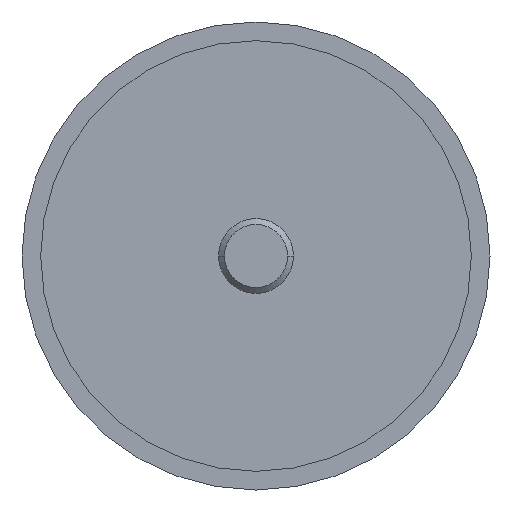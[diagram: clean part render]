
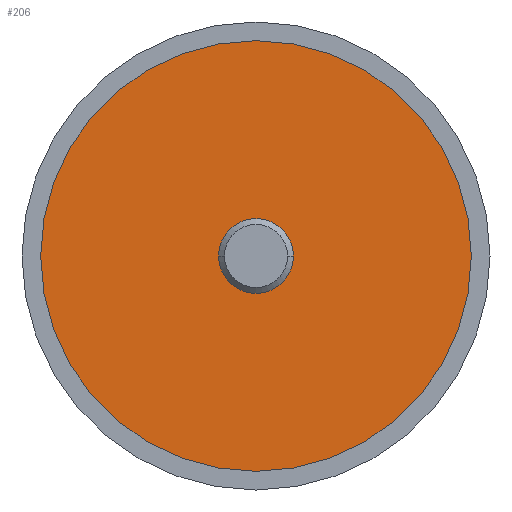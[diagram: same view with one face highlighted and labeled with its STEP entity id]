
A CAD part, front view. The second image highlights one B-rep face of the part: STEP entity #206.
In plain terms, the highlighted planar face has unit normal (0, -1, 0).
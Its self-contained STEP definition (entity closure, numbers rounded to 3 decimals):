
#206=ADVANCED_FACE('',(#559,#560),#561,.T.);
#222=VERTEX_POINT('',#578);
#258=EDGE_CURVE('',#452,#306,#618,.T.);
#296=EDGE_CURVE('',#306,#452,#667,.T.);
#304=EDGE_CURVE('',#222,#466,#676,.T.);
#306=VERTEX_POINT('',#678);
#434=EDGE_CURVE('',#466,#222,#821,.T.);
#452=VERTEX_POINT('',#840);
#466=VERTEX_POINT('',#856);
#559=FACE_BOUND('',#954,.T.);
#560=FACE_OUTER_BOUND('',#955,.T.);
#561=PLANE('',#956);
#578=CARTESIAN_POINT('',(-34.5,0.0,0.));
#618=CIRCLE('',#1034,6.0);
#667=CIRCLE('',#1093,6.0);
#676=CIRCLE('',#1105,34.5);
#678=CARTESIAN_POINT('',(-6.0,0.0,0.));
#821=CIRCLE('',#1293,34.5);
#840=CARTESIAN_POINT('',(6.0,0.0,0.));
#856=CARTESIAN_POINT('',(34.5,0.0,0.0));
#954=EDGE_LOOP('',(#1435,#1436));
#955=EDGE_LOOP('',(#1437,#1438));
#956=AXIS2_PLACEMENT_3D('',#1439,#1440,#1441);
#1034=AXIS2_PLACEMENT_3D('',#1503,#1504,#1505);
#1093=AXIS2_PLACEMENT_3D('',#1601,#1602,#1603);
#1105=AXIS2_PLACEMENT_3D('',#1613,#1614,#1615);
#1293=AXIS2_PLACEMENT_3D('',#1783,#1784,#1785);
#1435=ORIENTED_EDGE('',*,*,#296,.T.);
#1436=ORIENTED_EDGE('',*,*,#258,.T.);
#1437=ORIENTED_EDGE('',*,*,#434,.T.);
#1438=ORIENTED_EDGE('',*,*,#304,.T.);
#1439=CARTESIAN_POINT('',(0.0,0.0,0.0));
#1440=DIRECTION('',(0.0,-1.0,0.0));
#1441=DIRECTION('',(-1.0,0.0,0.0));
#1503=CARTESIAN_POINT('',(0.0,0.0,0.0));
#1504=DIRECTION('',(-0.0,1.0,0.0));
#1505=DIRECTION('',(1.0,0.0,0.0));
#1601=CARTESIAN_POINT('',(0.0,0.0,0.0));
#1602=DIRECTION('',(-0.0,1.0,0.0));
#1603=DIRECTION('',(1.0,0.0,0.0));
#1613=CARTESIAN_POINT('',(0.0,0.0,0.0));
#1614=DIRECTION('',(0.0,-1.0,0.0));
#1615=DIRECTION('',(1.0,0.0,0.0));
#1783=CARTESIAN_POINT('',(0.0,0.0,0.0));
#1784=DIRECTION('',(0.0,-1.0,0.0));
#1785=DIRECTION('',(1.0,0.0,0.0));
